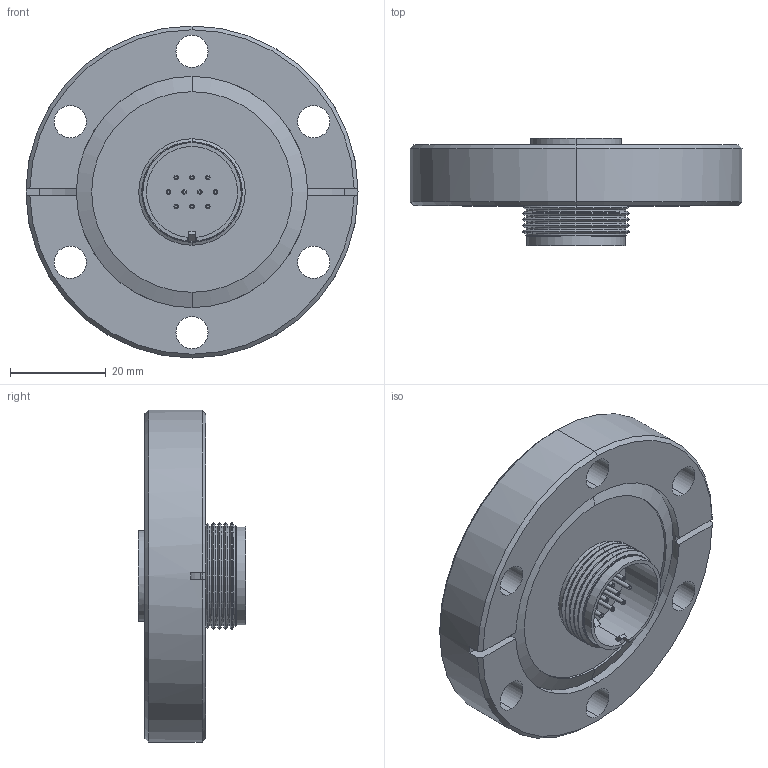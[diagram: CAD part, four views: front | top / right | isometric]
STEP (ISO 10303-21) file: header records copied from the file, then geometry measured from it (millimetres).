
FILE_DESCRIPTION (( 'STEP AP203' ), '1' );
FILE_NAME ('A8232-3-CF.STEP', '2013-04-12T12:31:51', ( '' ), ( '' ), 'SwSTEP 2.0', 'SolidWorks 2012', '' );
FILE_SCHEMA (( 'CONFIG_CONTROL_DESIGN' ));
Length unit declared in the file: inch
Products named in the file (1): A8232-3-CF
Bounding box: 69.34 x 22.48 x 69.34 mm (x, y, z)
Volume: 34808.1 mm3; surface area: 15939.2 mm2
Topology: 1 solids, 1 shells, 242 faces, 594 edges, 379 vertices
Faces by surface type: cylinder 99, plane 72, bspline 40, cone 31
Entity records: 7847 total; most frequent: CARTESIAN_POINT 2059, DIRECTION 1242, ORIENTED_EDGE 1188, EDGE_CURVE 594, AXIS2_PLACEMENT_3D 502, VERTEX_POINT 379, CIRCLE 299, EDGE_LOOP 283
